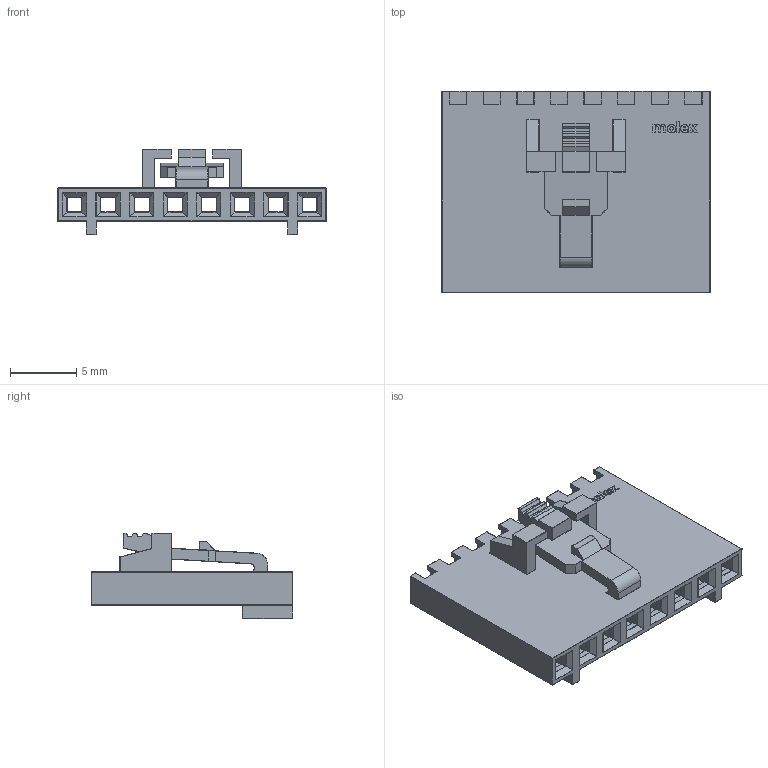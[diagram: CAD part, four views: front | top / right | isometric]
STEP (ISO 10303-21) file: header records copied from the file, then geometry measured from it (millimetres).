
FILE_DESCRIPTION(/* description */ (''),/* implementation_level */ '2;1');
FILE_NAME(/* name */ '50-57-9408.stp',/* time_stamp */ '2021-10-15T07:42:28+02:00',/* author */ ('khaled'),/* organization */ (''),/* preprocessor_version */ 'ST-DEVELOPER v17',/* originating_system */ 'Autodesk Inventor 2019',/* authorisation */ '');
FILE_SCHEMA (('AUTOMOTIVE_DESIGN { 1 0 10303 214 3 1 1 }'));
Length unit declared in the file: inch
Products named in the file (4): 50-57-9408; 050579408; Notch; Molex
Assembly tree (3 placements, depth 2):
  50-57-9408
    050579408
    Notch
    Molex
Bounding box: 20.29 x 15.24 x 6.45 mm (x, y, z)
Volume: 484.7 mm3; surface area: 1761.7 mm2
Topology: 11 solids, 11 shells, 2140 faces, 4729 edges, 2621 vertices
Faces by surface type: cylinder 908, plane 458, sphere 267, bspline 266, torus 241
Entity records: 60982 total; most frequent: CARTESIAN_POINT 13806, DIRECTION 10515, ORIENTED_EDGE 9436, EDGE_CURVE 4718, AXIS2_PLACEMENT_3D 4150, VERTEX_POINT 2621, LINE 2215, VECTOR 2215
